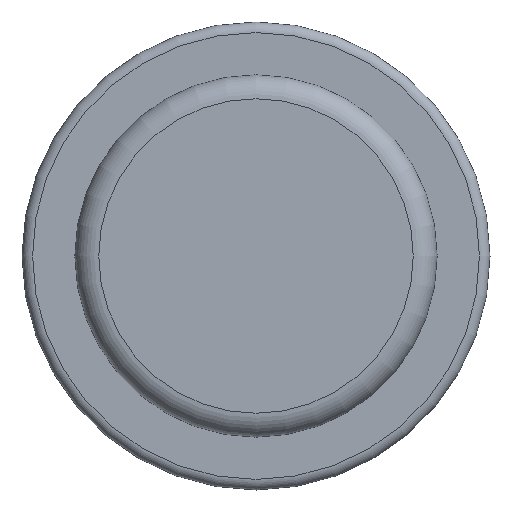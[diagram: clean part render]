
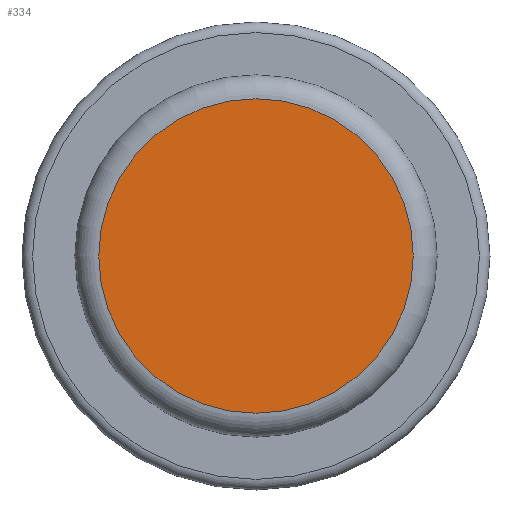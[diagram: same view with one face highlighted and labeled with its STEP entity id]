
A CAD part, front view. The second image highlights one B-rep face of the part: STEP entity #334.
In plain terms, the highlighted planar face has unit normal (0, -1, 0).
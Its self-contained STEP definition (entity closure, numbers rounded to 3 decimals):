
#311 = VERTEX_POINT('',#312);
#312 = CARTESIAN_POINT('',(0.,0.,-10.416));
#322 = EDGE_CURVE('',#311,#311,#323,.T.);
#323 = CIRCLE('',#324,10.416);
#324 = AXIS2_PLACEMENT_3D('',#325,#326,#327);
#325 = CARTESIAN_POINT('',(0.,0.,0.));
#326 = DIRECTION('',(0.,-1.,0.));
#327 = DIRECTION('',(0.,0.,-1.));
#334 = ADVANCED_FACE('',(#335),#338,.F.);
#335 = FACE_BOUND('',#336,.T.);
#336 = EDGE_LOOP('',(#337));
#337 = ORIENTED_EDGE('',*,*,#322,.T.);
#338 = PLANE('',#339);
#339 = AXIS2_PLACEMENT_3D('',#340,#341,#342);
#340 = CARTESIAN_POINT('',(10.416,0.,0.));
#341 = DIRECTION('',(0.,1.,0.));
#342 = DIRECTION('',(0.,-0.,1.));
